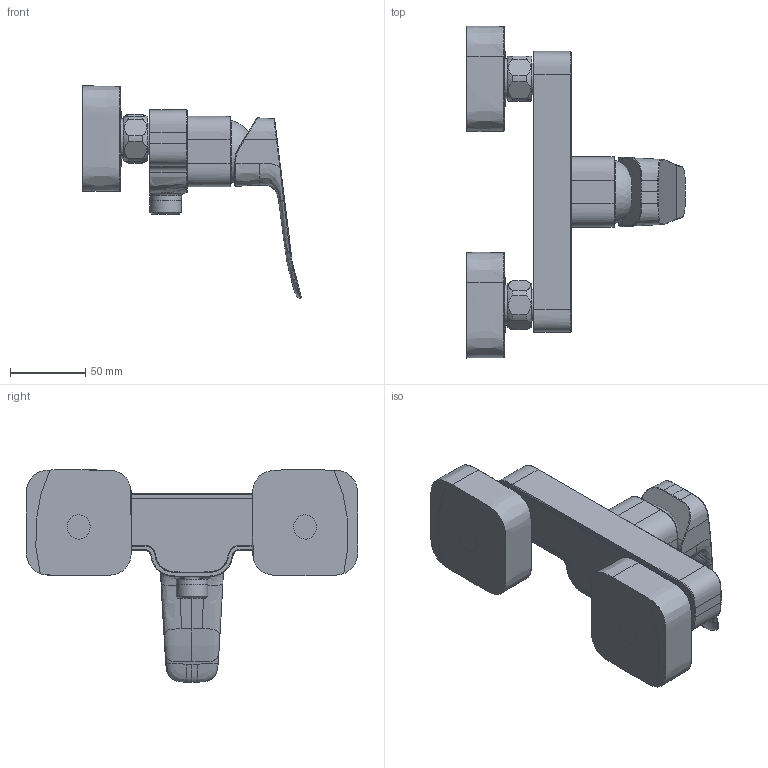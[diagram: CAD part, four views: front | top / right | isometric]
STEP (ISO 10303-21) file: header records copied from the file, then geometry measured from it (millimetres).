
FILE_DESCRIPTION(/* description */ ('Unknown'),/* implementation_level */ '2;1');
FILE_NAME(/* name */ '1018740000',/* time_stamp */ '2024-01-26T10:05:52+01:00',/* author */ ('Unknown'),/* organization */ ('GROHE AG'),/* preprocessor_version */ 'ST-DEVELOPER v16.7',/* originating_system */ 'DEX',/* authorisation */ $);
FILE_SCHEMA (('AUTOMOTIVE_DESIGN {1 0 10303 214 3 1 1}'));
Length unit declared in the file: millimetre
Products named in the file (18): 1018740000; 1018740000_EHM_BRS-UP_CONCEALED_02216119_oa_0; 418093038_GEH_EHM_BR_OHM_SHOWER_100304680; 00009031_Nippel__An_000615833; 03035138_MUTTER_UEB_UNION_NUT_01932850; 418895038_Hebel_lever_02214137; 418094038_PLATTE_ABD_COVER_PART_100304711; 418092038_KAPPE_CAP_100303608; 01207031_DICHT_RUND_ROUND_SEAL_100159220; 418911000P_ANSCHLUSS__S-UNION_100351882_oa_1; 406389131_ANSCHLUSS__S-UNION_100184420_oa_2; 07530040_Schalld_mp_000707162; 00026031_Schalldaem_000664965; 05039031_Ring___St__000698143; 418091038_ROSETTE_ROSETTE_100304674_oa_3; 418911000P_ANSCHLUSS__S-UNION_100351882_oa_4; 406389131_ANSCHLUSS__S-UNION_100184420_oa_5; 418091038_ROSETTE_ROSETTE_100304674_oa_6
Assembly tree (20 placements, depth 5):
  1018740000
    1018740000_EHM_BRS-UP_CONCEALED_02216119_oa_0
      418093038_GEH_EHM_BR_OHM_SHOWER_100304680
      00009031_Nippel__An_000615833  x2
      03035138_MUTTER_UEB_UNION_NUT_01932850  x2
      418895038_Hebel_lever_02214137
      418094038_PLATTE_ABD_COVER_PART_100304711
      418092038_KAPPE_CAP_100303608
      01207031_DICHT_RUND_ROUND_SEAL_100159220
      418911000P_ANSCHLUSS__S-UNION_100351882_oa_1
        406389131_ANSCHLUSS__S-UNION_100184420_oa_2
        07530040_Schalld_mp_000707162
          00026031_Schalldaem_000664965
          05039031_Ring___St__000698143  x2
        418091038_ROSETTE_ROSETTE_100304674_oa_3
      418911000P_ANSCHLUSS__S-UNION_100351882_oa_4
        406389131_ANSCHLUSS__S-UNION_100184420_oa_5
        418091038_ROSETTE_ROSETTE_100304674_oa_6
Bounding box: 144.74 x 219.93 x 140.6 mm (x, y, z)
Volume: 619428.5 mm3; surface area: 123951 mm2
Topology: 16 solids, 20 shells, 448 faces, 1038 edges, 611 vertices
Faces by surface type: bspline 162, plane 109, cylinder 106, torus 39, cone 18, sphere 14
Full cylindrical faces by diameter (mm): 9 x1, 14.5 x2, 14.8 x2, 15 x2, 15.3 x2, 15.7 x2, 16 x2, 18 x2, 18.5 x3, 20.955 x1, 21 x3, 24 x2, 26.44 x2
Entity records: 21255 total; most frequent: CARTESIAN_POINT 13233, ORIENTED_EDGE 1702, DIRECTION 1253, EDGE_CURVE 851, VERTEX_POINT 539, AXIS2_PLACEMENT_3D 536, FACE_BOUND 474, EDGE_LOOP 473
